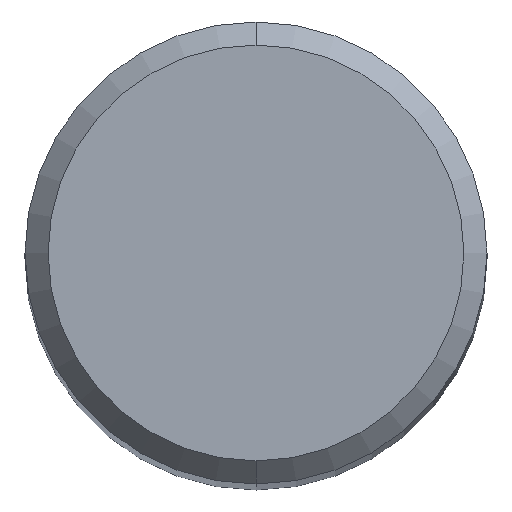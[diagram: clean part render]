
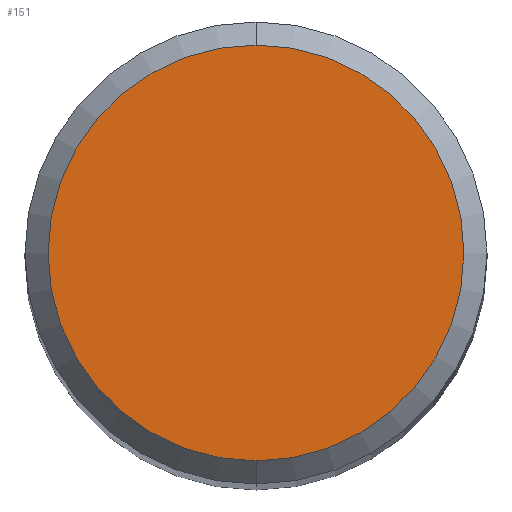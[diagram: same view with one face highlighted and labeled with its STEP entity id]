
A CAD part, top view. The second image highlights one B-rep face of the part: STEP entity #151.
In plain terms, the highlighted planar face has unit normal (0, 0, 1).
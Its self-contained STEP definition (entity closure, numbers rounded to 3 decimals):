
#151=ADVANCED_FACE('',(#336),#337,.T.);
#179=VERTEX_POINT('',#367);
#245=VERTEX_POINT('',#445);
#265=EDGE_CURVE('',#245,#179,#468,.T.);
#269=EDGE_CURVE('',#179,#245,#472,.T.);
#336=FACE_OUTER_BOUND('',#543,.T.);
#337=PLANE('',#544);
#367=CARTESIAN_POINT('',(0.,-3.6,0.0));
#445=CARTESIAN_POINT('',(0.0,3.6,0.0));
#468=CIRCLE('',#711,3.6);
#472=CIRCLE('',#717,3.6);
#543=EDGE_LOOP('',(#768,#769));
#544=AXIS2_PLACEMENT_3D('',#770,#771,#772);
#711=AXIS2_PLACEMENT_3D('',#954,#955,#956);
#717=AXIS2_PLACEMENT_3D('',#960,#961,#962);
#768=ORIENTED_EDGE('',*,*,#265,.F.);
#769=ORIENTED_EDGE('',*,*,#269,.F.);
#770=CARTESIAN_POINT('',(0.0,1.8,0.0));
#771=DIRECTION('',(-0.0,0.0,1.0));
#772=DIRECTION('',(0.0,-1.0,0.0));
#954=CARTESIAN_POINT('',(0.0,0.0,0.0));
#955=DIRECTION('',(0.0,0.0,-1.0));
#956=DIRECTION('',(0.0,1.0,0.0));
#960=CARTESIAN_POINT('',(0.0,0.0,0.0));
#961=DIRECTION('',(0.0,0.0,-1.0));
#962=DIRECTION('',(0.0,1.0,0.0));
